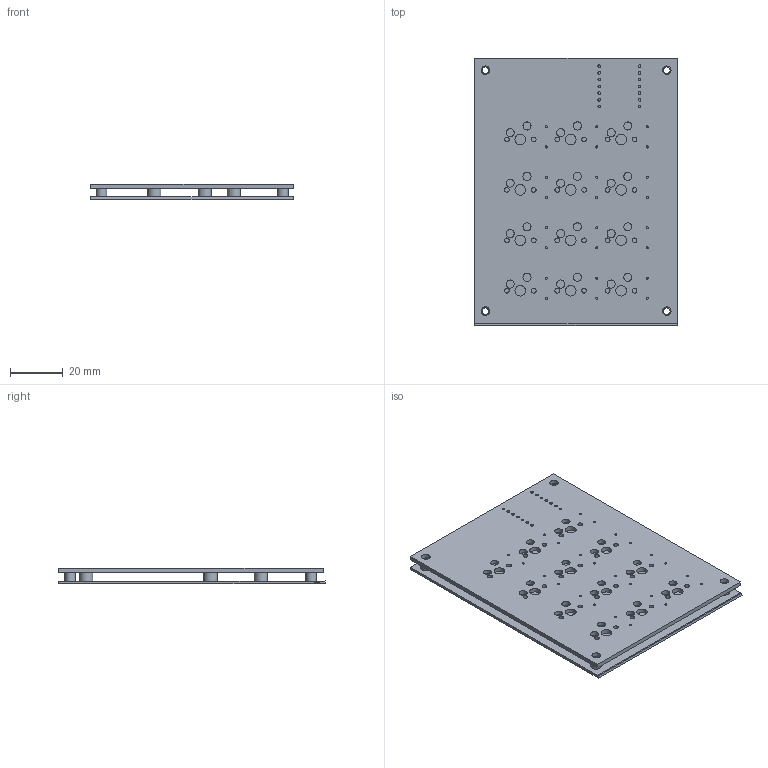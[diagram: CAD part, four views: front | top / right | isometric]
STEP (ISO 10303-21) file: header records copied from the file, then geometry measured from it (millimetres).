
FILE_DESCRIPTION(/* description */ ('KiCad electronic assembly'),/* implementation_level */ '2;1');
FILE_NAME(/* name */ 'hackpad v9.step',/* time_stamp */ '2024-10-21T10:46:51-05:00',/* author */ (''),/* organization */ (''),/* preprocessor_version */ 'ST-DEVELOPER v20',/* originating_system */ 'Autodesk Translation Framework v13.20.0.188',/* authorisation */ '');
FILE_SCHEMA (('AUTOMOTIVE_DESIGN { 1 0 10303 214 3 1 1 }'));
Length unit declared in the file: millimetre
Products named in the file (2): hackpad 1; hackpad2_PCB
Assembly tree (1 placements, depth 2):
  hackpad 1
    hackpad2_PCB
Bounding box: 76.45 x 100.88 x 6.01 mm (x, y, z)
Volume: 19660.4 mm3; surface area: 32342.1 mm2
Topology: 2 solids, 2 shells, 139 faces, 378 edges, 252 vertices
Faces by surface type: cylinder 115, plane 24
Full cylindrical faces by diameter (mm): 0.8 x24, 1 x14, 1.75 x24, 2.529 x4, 3.05 x24, 3.2 x4, 4 x16, 5 x5
Entity records: 5007 total; most frequent: DIRECTION 892, CARTESIAN_POINT 772, ORIENTED_EDGE 756, EDGE_CURVE 378, AXIS2_PLACEMENT_3D 372, EDGE_LOOP 360, VERTEX_POINT 252, CIRCLE 230
